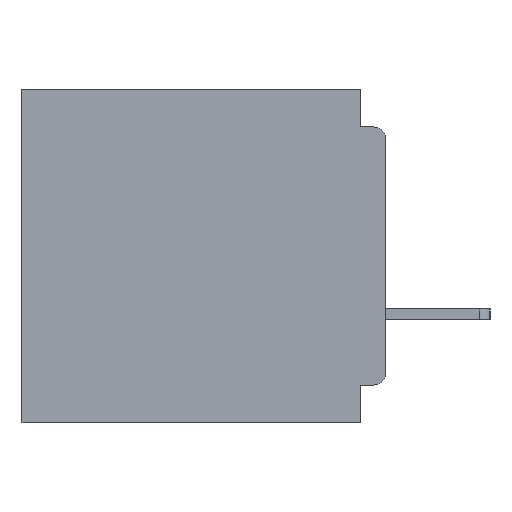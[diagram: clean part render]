
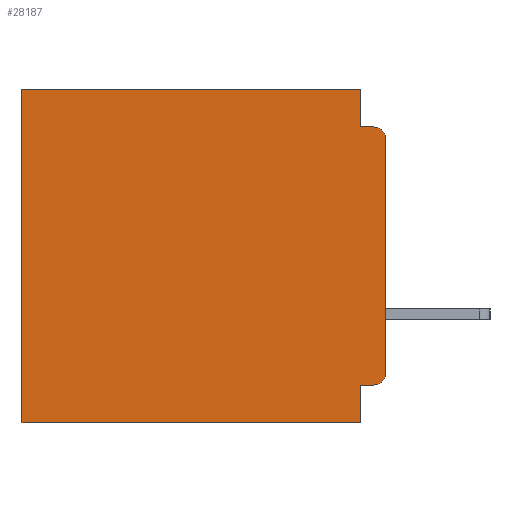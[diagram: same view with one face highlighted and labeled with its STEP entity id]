
A CAD part, left-side view. The second image highlights one B-rep face of the part: STEP entity #28187.
In plain terms, the highlighted planar face has unit normal (-1, 0, 0).
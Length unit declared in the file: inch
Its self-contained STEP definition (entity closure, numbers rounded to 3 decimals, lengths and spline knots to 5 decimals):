
#525 = EDGE_CURVE ( 'NONE', #39857, #19123, #43486, .T. ) ;
#904 = DIRECTION ( 'NONE',  ( 0., 0., -1. ) ) ;
#1141 = ORIENTED_EDGE ( 'NONE', *, *, #16396, .F. ) ;
#2430 = VECTOR ( 'NONE', #24743, 39.37008 ) ;
#2700 = VERTEX_POINT ( 'NONE', #6948 ) ;
#2748 = DIRECTION ( 'NONE',  ( 0., 0., -1. ) ) ;
#3228 = PLANE ( 'NONE',  #5457 ) ;
#3476 = EDGE_CURVE ( 'NONE', #12529, #33874, #22142, .T. ) ;
#4959 = VECTOR ( 'NONE', #2748, 39.37008 ) ;
#5457 = AXIS2_PLACEMENT_3D ( 'NONE', #38668, #6810, #33422 ) ;
#5458 = DIRECTION ( 'NONE',  ( 0., -1., 0. ) ) ;
#5507 = ORIENTED_EDGE ( 'NONE', *, *, #3476, .T. ) ;
#5969 = CARTESIAN_POINT ( 'NONE',  ( 0.3, 0., -0.4 ) ) ;
#6015 = CARTESIAN_POINT ( 'NONE',  ( 0.3, 0., -0.355 ) ) ;
#6810 = DIRECTION ( 'NONE',  ( 1., 0., 0. ) ) ;
#6948 = CARTESIAN_POINT ( 'NONE',  ( 0.3, 0.031, -0.4 ) ) ;
#7018 = CARTESIAN_POINT ( 'NONE',  ( 0.3, 0., -0.4 ) ) ;
#7127 = ORIENTED_EDGE ( 'NONE', *, *, #37534, .F. ) ;
#8311 = CARTESIAN_POINT ( 'NONE',  ( 0.3, 0., -0.34 ) ) ;
#8601 = CARTESIAN_POINT ( 'NONE',  ( 0.3, 0.015, -0.045 ) ) ;
#9594 = DIRECTION ( 'NONE',  ( 0., 1., 0. ) ) ;
#10017 = DIRECTION ( 'NONE',  ( 0., 0., -1. ) ) ;
#10447 = CARTESIAN_POINT ( 'NONE',  ( 0.3, 0., 0. ) ) ;
#10472 = ORIENTED_EDGE ( 'NONE', *, *, #34399, .F. ) ;
#11569 = LINE ( 'NONE', #5969, #29380 ) ;
#11881 = LINE ( 'NONE', #6015, #37991 ) ;
#12258 = AXIS2_PLACEMENT_3D ( 'NONE', #32152, #22270, #10017 ) ;
#12391 = CARTESIAN_POINT ( 'NONE',  ( 0.3, 0.437, -0.4 ) ) ;
#12529 = VERTEX_POINT ( 'NONE', #34338 ) ;
#15604 = VERTEX_POINT ( 'NONE', #29425 ) ;
#16293 = VERTEX_POINT ( 'NONE', #12391 ) ;
#16396 = EDGE_CURVE ( 'NONE', #2700, #16293, #11569, .T. ) ;
#17850 = ORIENTED_EDGE ( 'NONE', *, *, #525, .T. ) ;
#18152 = DIRECTION ( 'NONE',  ( 0., 0., -1. ) ) ;
#18279 = VERTEX_POINT ( 'NONE', #32146 ) ;
#18711 = VERTEX_POINT ( 'NONE', #34570 ) ;
#18771 = CARTESIAN_POINT ( 'NONE',  ( 0.3, 0.031, 0. ) ) ;
#19123 = VERTEX_POINT ( 'NONE', #8311 ) ;
#19352 = ORIENTED_EDGE ( 'NONE', *, *, #24988, .T. ) ;
#19676 = DIRECTION ( 'NONE',  ( 0., 0., -1. ) ) ;
#20214 = LINE ( 'NONE', #7018, #36950 ) ;
#21634 = LINE ( 'NONE', #24043, #4959 ) ;
#22142 = CIRCLE ( 'NONE', #39144, 0.015 ) ;
#22156 = EDGE_LOOP ( 'NONE', ( #32793, #5507, #7127, #10472, #19352, #24971, #1141, #29532, #30115, #17850 ) ) ;
#22270 = DIRECTION ( 'NONE',  ( -1., 0., 0. ) ) ;
#22650 = LINE ( 'NONE', #43024, #41532 ) ;
#23364 = VERTEX_POINT ( 'NONE', #25524 ) ;
#23689 = DIRECTION ( 'NONE',  ( 0., 1., 0. ) ) ;
#23837 = DIRECTION ( 'NONE',  ( -1., 0., 0. ) ) ;
#24043 = CARTESIAN_POINT ( 'NONE',  ( 0.3, 0.437, -0.4 ) ) ;
#24743 = DIRECTION ( 'NONE',  ( 0., 1., 0. ) ) ;
#24971 = ORIENTED_EDGE ( 'NONE', *, *, #28439, .T. ) ;
#24988 = EDGE_CURVE ( 'NONE', #18279, #18711, #40263, .T. ) ;
#25014 = EDGE_CURVE ( 'NONE', #12529, #19123, #20214, .T. ) ;
#25524 = CARTESIAN_POINT ( 'NONE',  ( 0.3, 0.031, -0.355 ) ) ;
#26788 = CARTESIAN_POINT ( 'NONE',  ( 0.3, 0., -0.045 ) ) ;
#28187 = ADVANCED_FACE ( 'NONE', ( #30583 ), #3228, .F. ) ;
#28351 = DIRECTION ( 'NONE',  ( 0., 0., -1. ) ) ;
#28439 = EDGE_CURVE ( 'NONE', #18711, #16293, #21634, .T. ) ;
#29380 = VECTOR ( 'NONE', #23689, 39.37008 ) ;
#29425 = CARTESIAN_POINT ( 'NONE',  ( 0.3, 0.031, -0.045 ) ) ;
#29532 = ORIENTED_EDGE ( 'NONE', *, *, #32574, .F. ) ;
#29808 = LINE ( 'NONE', #18771, #37020 ) ;
#30115 = ORIENTED_EDGE ( 'NONE', *, *, #36397, .F. ) ;
#30583 = FACE_OUTER_BOUND ( 'NONE', #22156, .T. ) ;
#32146 = CARTESIAN_POINT ( 'NONE',  ( 0.3, 0.031, 0. ) ) ;
#32152 = CARTESIAN_POINT ( 'NONE',  ( 0.3, 0.015, -0.34 ) ) ;
#32234 = CARTESIAN_POINT ( 'NONE',  ( 0.3, 0.015, -0.355 ) ) ;
#32574 = EDGE_CURVE ( 'NONE', #23364, #2700, #22650, .T. ) ;
#32597 = CARTESIAN_POINT ( 'NONE',  ( 0.3, 0.015, -0.06 ) ) ;
#32793 = ORIENTED_EDGE ( 'NONE', *, *, #25014, .F. ) ;
#33422 = DIRECTION ( 'NONE',  ( 0., 0., -1. ) ) ;
#33874 = VERTEX_POINT ( 'NONE', #8601 ) ;
#34338 = CARTESIAN_POINT ( 'NONE',  ( 0.3, 0., -0.06 ) ) ;
#34399 = EDGE_CURVE ( 'NONE', #18279, #15604, #29808, .T. ) ;
#34570 = CARTESIAN_POINT ( 'NONE',  ( 0.3, 0.437, 0. ) ) ;
#36397 = EDGE_CURVE ( 'NONE', #39857, #23364, #11881, .T. ) ;
#36950 = VECTOR ( 'NONE', #28351, 39.37008 ) ;
#37020 = VECTOR ( 'NONE', #904, 39.37008 ) ;
#37534 = EDGE_CURVE ( 'NONE', #15604, #33874, #42310, .T. ) ;
#37991 = VECTOR ( 'NONE', #9594, 39.37008 ) ;
#38668 = CARTESIAN_POINT ( 'NONE',  ( 0.3, 0., -0.4 ) ) ;
#39144 = AXIS2_PLACEMENT_3D ( 'NONE', #32597, #23837, #19676 ) ;
#39857 = VERTEX_POINT ( 'NONE', #32234 ) ;
#40263 = LINE ( 'NONE', #10447, #2430 ) ;
#41532 = VECTOR ( 'NONE', #18152, 39.37008 ) ;
#42310 = LINE ( 'NONE', #26788, #43439 ) ;
#43024 = CARTESIAN_POINT ( 'NONE',  ( 0.3, 0.031, -0.4 ) ) ;
#43439 = VECTOR ( 'NONE', #5458, 39.37008 ) ;
#43486 = CIRCLE ( 'NONE', #12258, 0.015 ) ;
